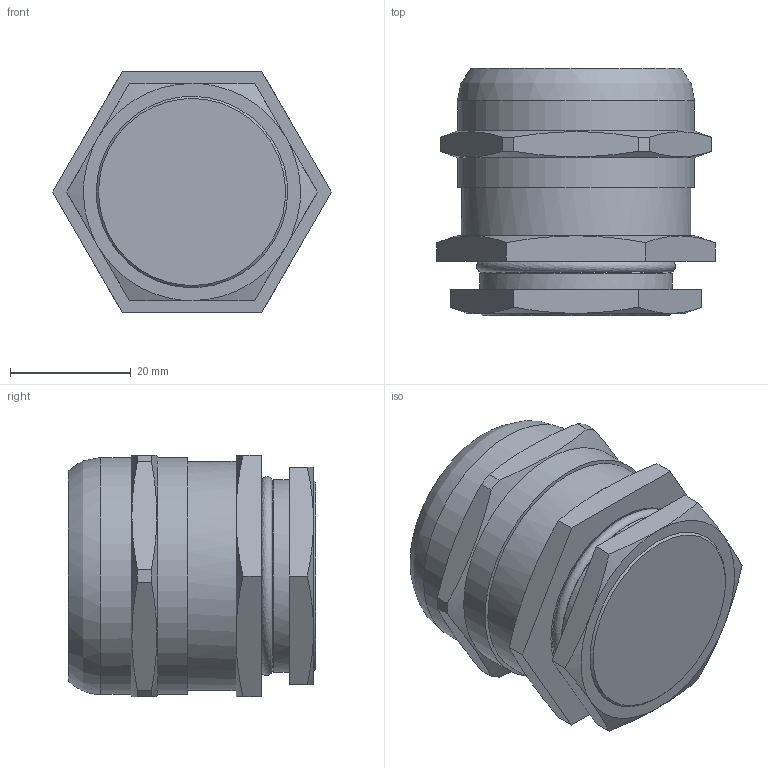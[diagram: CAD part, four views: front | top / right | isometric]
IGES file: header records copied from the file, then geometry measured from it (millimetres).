
Global section: file name: M32(14-25); native system: Autodesk Inventor 2015; preprocessor: unknown; author: Qwa7-112; date: 20160706.094342; units: centimetre
Bounding box: 46.19 x 41 x 40 mm (x, y, z)
Volume: 47314.3 mm3; surface area: 8743.7 mm2
Topology: 1 solids, 1 shells, 57 faces, 142 edges, 93 vertices
Faces by surface type: bspline 57
